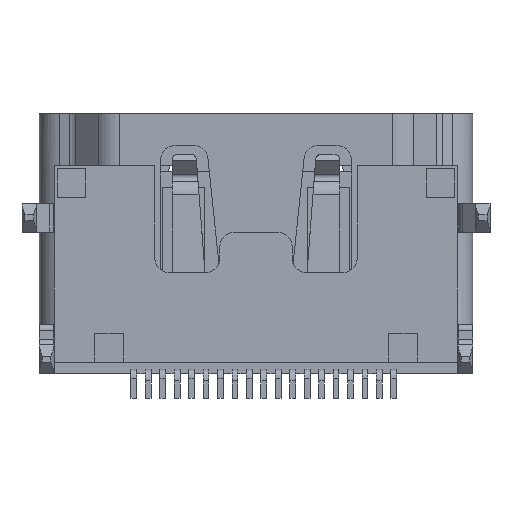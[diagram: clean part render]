
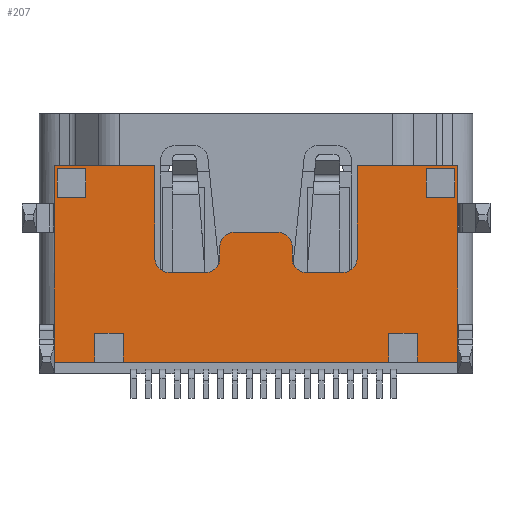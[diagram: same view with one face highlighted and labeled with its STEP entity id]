
A CAD part, front view. The second image highlights one B-rep face of the part: STEP entity #207.
In plain terms, the highlighted planar face has unit normal (0, -1, 0).
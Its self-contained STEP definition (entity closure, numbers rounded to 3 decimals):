
#207=ADVANCED_FACE('',(#990,#991,#992),#993,.T.);
#990=FACE_OUTER_BOUND('',#2221,.T.);
#991=FACE_BOUND('',#2222,.T.);
#992=FACE_BOUND('',#2223,.T.);
#993=PLANE('',#2224);
#2221=EDGE_LOOP('',(#4918,#4919,#4920,#4921,#4922,#4923,#4924,#4925,#4926,#4927,#4928,#4929,#4930,#4931,#4932,#4933,#4934,#4935,#4936,#4937,#4938,#4939,#4940,#4941,#4942,#4943));
#2222=EDGE_LOOP('',(#4944,#4945,#4946,#4947));
#2223=EDGE_LOOP('',(#4948,#4949,#4950,#4951));
#2224=AXIS2_PLACEMENT_3D('',#4952,#4953,#4954);
#4918=ORIENTED_EDGE('',*,*,#9345,.T.);
#4919=ORIENTED_EDGE('',*,*,#9346,.T.);
#4920=ORIENTED_EDGE('',*,*,#9347,.F.);
#4921=ORIENTED_EDGE('',*,*,#9348,.F.);
#4922=ORIENTED_EDGE('',*,*,#9341,.T.);
#4923=ORIENTED_EDGE('',*,*,#9335,.T.);
#4924=ORIENTED_EDGE('',*,*,#9349,.F.);
#4925=ORIENTED_EDGE('',*,*,#9350,.T.);
#4926=ORIENTED_EDGE('',*,*,#9351,.F.);
#4927=ORIENTED_EDGE('',*,*,#9352,.F.);
#4928=ORIENTED_EDGE('',*,*,#9353,.F.);
#4929=ORIENTED_EDGE('',*,*,#9354,.F.);
#4930=ORIENTED_EDGE('',*,*,#9355,.T.);
#4931=ORIENTED_EDGE('',*,*,#9356,.F.);
#4932=ORIENTED_EDGE('',*,*,#9357,.T.);
#4933=ORIENTED_EDGE('',*,*,#9358,.F.);
#4934=ORIENTED_EDGE('',*,*,#9359,.F.);
#4935=ORIENTED_EDGE('',*,*,#9360,.F.);
#4936=ORIENTED_EDGE('',*,*,#9361,.F.);
#4937=ORIENTED_EDGE('',*,*,#9362,.F.);
#4938=ORIENTED_EDGE('',*,*,#9363,.F.);
#4939=ORIENTED_EDGE('',*,*,#8667,.F.);
#4940=ORIENTED_EDGE('',*,*,#9340,.T.);
#4941=ORIENTED_EDGE('',*,*,#9364,.T.);
#4942=ORIENTED_EDGE('',*,*,#9365,.F.);
#4943=ORIENTED_EDGE('',*,*,#9366,.F.);
#4944=ORIENTED_EDGE('',*,*,#9367,.F.);
#4945=ORIENTED_EDGE('',*,*,#9368,.F.);
#4946=ORIENTED_EDGE('',*,*,#9369,.F.);
#4947=ORIENTED_EDGE('',*,*,#9370,.F.);
#4948=ORIENTED_EDGE('',*,*,#9371,.F.);
#4949=ORIENTED_EDGE('',*,*,#9372,.F.);
#4950=ORIENTED_EDGE('',*,*,#9373,.F.);
#4951=ORIENTED_EDGE('',*,*,#9374,.F.);
#4952=CARTESIAN_POINT('',(-6.988,-3.2,-9.0));
#4953=DIRECTION('',(0.0,-1.0,0.0));
#4954=DIRECTION('',(0.0,0.0,-1.0));
#8667=EDGE_CURVE('',#10598,#10600,#10601,.T.);
#9335=EDGE_CURVE('',#11780,#11778,#11781,.T.);
#9340=EDGE_CURVE('',#10598,#11788,#11790,.T.);
#9341=EDGE_CURVE('',#11791,#11780,#11792,.T.);
#9345=EDGE_CURVE('',#11783,#11797,#11799,.T.);
#9346=EDGE_CURVE('',#11797,#11800,#11801,.T.);
#9347=EDGE_CURVE('',#11802,#11800,#11803,.T.);
#9348=EDGE_CURVE('',#11791,#11802,#11804,.T.);
#9349=EDGE_CURVE('',#11805,#11778,#11806,.T.);
#9350=EDGE_CURVE('',#11805,#11807,#11808,.T.);
#9351=EDGE_CURVE('',#11809,#11807,#11810,.T.);
#9352=EDGE_CURVE('',#11811,#11809,#11812,.T.);
#9353=EDGE_CURVE('',#11813,#11811,#11814,.T.);
#9354=EDGE_CURVE('',#11815,#11813,#11816,.T.);
#9355=EDGE_CURVE('',#11815,#11817,#11818,.T.);
#9356=EDGE_CURVE('',#11819,#11817,#11820,.T.);
#9357=EDGE_CURVE('',#11819,#11821,#11822,.T.);
#9358=EDGE_CURVE('',#11823,#11821,#11824,.T.);
#9359=EDGE_CURVE('',#11825,#11823,#11826,.T.);
#9360=EDGE_CURVE('',#11827,#11825,#11828,.T.);
#9361=EDGE_CURVE('',#11829,#11827,#11830,.T.);
#9362=EDGE_CURVE('',#11831,#11829,#11832,.T.);
#9363=EDGE_CURVE('',#10600,#11831,#11833,.T.);
#9364=EDGE_CURVE('',#11788,#11834,#11835,.T.);
#9365=EDGE_CURVE('',#11836,#11834,#11837,.T.);
#9366=EDGE_CURVE('',#11783,#11836,#11838,.T.);
#9367=EDGE_CURVE('',#11839,#11840,#11841,.T.);
#9368=EDGE_CURVE('',#11842,#11839,#11843,.T.);
#9369=EDGE_CURVE('',#11844,#11842,#11845,.T.);
#9370=EDGE_CURVE('',#11840,#11844,#11846,.T.);
#9371=EDGE_CURVE('',#11847,#11848,#11849,.T.);
#9372=EDGE_CURVE('',#11850,#11847,#11851,.T.);
#9373=EDGE_CURVE('',#11852,#11850,#11853,.T.);
#9374=EDGE_CURVE('',#11848,#11852,#11854,.T.);
#10598=VERTEX_POINT('',#13769);
#10600=VERTEX_POINT('',#13772);
#10601=LINE('',#13773,#13774);
#11778=VERTEX_POINT('',#15735);
#11780=VERTEX_POINT('',#15738);
#11781=LINE('',#15739,#15740);
#11783=VERTEX_POINT('',#15743);
#11788=VERTEX_POINT('',#15750);
#11790=LINE('',#15753,#15754);
#11791=VERTEX_POINT('',#15755);
#11792=LINE('',#15756,#15757);
#11797=VERTEX_POINT('',#15764);
#11799=LINE('',#15767,#15768);
#11800=VERTEX_POINT('',#15769);
#11801=LINE('',#15770,#15771);
#11802=VERTEX_POINT('',#15772);
#11803=LINE('',#15773,#15774);
#11804=LINE('',#15775,#15776);
#11805=VERTEX_POINT('',#15777);
#11806=LINE('',#15778,#15779);
#11807=VERTEX_POINT('',#15780);
#11808=LINE('',#15781,#15782);
#11809=VERTEX_POINT('',#15783);
#11810=CIRCLE('',#15784,0.5);
#11811=VERTEX_POINT('',#15785);
#11812=LINE('',#15786,#15787);
#11813=VERTEX_POINT('',#15788);
#11814=CIRCLE('',#15789,0.5);
#11815=VERTEX_POINT('',#15790);
#11816=LINE('',#15791,#15792);
#11817=VERTEX_POINT('',#15793);
#11818=CIRCLE('',#15794,0.5);
#11819=VERTEX_POINT('',#15795);
#11820=LINE('',#15796,#15797);
#11821=VERTEX_POINT('',#15798);
#11822=CIRCLE('',#15799,0.5);
#11823=VERTEX_POINT('',#15800);
#11824=LINE('',#15801,#15802);
#11825=VERTEX_POINT('',#15803);
#11826=CIRCLE('',#15804,0.5);
#11827=VERTEX_POINT('',#15805);
#11828=LINE('',#15806,#15807);
#11829=VERTEX_POINT('',#15808);
#11830=CIRCLE('',#15809,0.5);
#11831=VERTEX_POINT('',#15810);
#11832=LINE('',#15811,#15812);
#11833=LINE('',#15813,#15814);
#11834=VERTEX_POINT('',#15815);
#11835=LINE('',#15816,#15817);
#11836=VERTEX_POINT('',#15818);
#11837=LINE('',#15819,#15820);
#11838=LINE('',#15821,#15822);
#11839=VERTEX_POINT('',#15823);
#11840=VERTEX_POINT('',#15824);
#11841=LINE('',#15825,#15826);
#11842=VERTEX_POINT('',#15827);
#11843=LINE('',#15828,#15829);
#11844=VERTEX_POINT('',#15830);
#11845=LINE('',#15831,#15832);
#11846=LINE('',#15833,#15834);
#11847=VERTEX_POINT('',#15835);
#11848=VERTEX_POINT('',#15836);
#11849=LINE('',#15837,#15838);
#11850=VERTEX_POINT('',#15839);
#11851=LINE('',#15840,#15841);
#11852=VERTEX_POINT('',#15842);
#11853=LINE('',#15843,#15844);
#11854=LINE('',#15845,#15846);
#13769=CARTESIAN_POINT('',(-6.988,-3.2,-8.6));
#13772=CARTESIAN_POINT('',(-6.988,-3.2,-1.8));
#13773=CARTESIAN_POINT('',(-6.988,-3.2,-8.6));
#13774=VECTOR('',#18161,6.8);
#15735=CARTESIAN_POINT('',(6.988,-3.2,-1.8));
#15738=CARTESIAN_POINT('',(6.988,-3.2,-8.6));
#15739=CARTESIAN_POINT('',(6.988,-3.2,-8.6));
#15740=VECTOR('',#18981,6.8);
#15743=CARTESIAN_POINT('',(-4.588,-3.2,-8.6));
#15750=CARTESIAN_POINT('',(-5.588,-3.2,-8.6));
#15753=CARTESIAN_POINT('',(-6.988,-3.2,-8.6));
#15754=VECTOR('',#18986,1.4);
#15755=CARTESIAN_POINT('',(5.588,-3.2,-8.6));
#15756=CARTESIAN_POINT('',(5.588,-3.2,-8.6));
#15757=VECTOR('',#18987,1.4);
#15764=CARTESIAN_POINT('',(4.588,-3.2,-8.6));
#15767=CARTESIAN_POINT('',(-4.588,-3.2,-8.6));
#15768=VECTOR('',#18991,9.175);
#15769=CARTESIAN_POINT('',(4.588,-3.2,-7.6));
#15770=CARTESIAN_POINT('',(4.588,-3.2,-8.6));
#15771=VECTOR('',#18992,1.0);
#15772=CARTESIAN_POINT('',(5.588,-3.2,-7.6));
#15773=CARTESIAN_POINT('',(5.588,-3.2,-7.6));
#15774=VECTOR('',#18993,1.0);
#15775=CARTESIAN_POINT('',(5.588,-3.2,-8.6));
#15776=VECTOR('',#18994,1.0);
#15777=CARTESIAN_POINT('',(3.5,-3.2,-1.8));
#15778=CARTESIAN_POINT('',(3.5,-3.2,-1.8));
#15779=VECTOR('',#18995,3.488);
#15780=CARTESIAN_POINT('',(3.5,-3.2,-5.0));
#15781=CARTESIAN_POINT('',(3.5,-3.2,-1.8));
#15782=VECTOR('',#18996,3.2);
#15783=CARTESIAN_POINT('',(3.0,-3.2,-5.5));
#15784=AXIS2_PLACEMENT_3D('',#18997,#18998,#18999);
#15785=CARTESIAN_POINT('',(1.75,-3.2,-5.5));
#15786=CARTESIAN_POINT('',(1.75,-3.2,-5.5));
#15787=VECTOR('',#19000,1.25);
#15788=CARTESIAN_POINT('',(1.25,-3.2,-5.0));
#15789=AXIS2_PLACEMENT_3D('',#19001,#19002,#19003);
#15790=CARTESIAN_POINT('',(1.25,-3.2,-4.6));
#15791=CARTESIAN_POINT('',(1.25,-3.2,-4.6));
#15792=VECTOR('',#19004,0.4);
#15793=CARTESIAN_POINT('',(0.75,-3.2,-4.1));
#15794=AXIS2_PLACEMENT_3D('',#19005,#19006,#19007);
#15795=CARTESIAN_POINT('',(-0.75,-3.2,-4.1));
#15796=CARTESIAN_POINT('',(-0.75,-3.2,-4.1));
#15797=VECTOR('',#19008,1.5);
#15798=CARTESIAN_POINT('',(-1.25,-3.2,-4.6));
#15799=AXIS2_PLACEMENT_3D('',#19009,#19010,#19011);
#15800=CARTESIAN_POINT('',(-1.25,-3.2,-5.0));
#15801=CARTESIAN_POINT('',(-1.25,-3.2,-5.0));
#15802=VECTOR('',#19012,0.4);
#15803=CARTESIAN_POINT('',(-1.75,-3.2,-5.5));
#15804=AXIS2_PLACEMENT_3D('',#19013,#19014,#19015);
#15805=CARTESIAN_POINT('',(-3.0,-3.2,-5.5));
#15806=CARTESIAN_POINT('',(-3.0,-3.2,-5.5));
#15807=VECTOR('',#19016,1.25);
#15808=CARTESIAN_POINT('',(-3.5,-3.2,-5.0));
#15809=AXIS2_PLACEMENT_3D('',#19017,#19018,#19019);
#15810=CARTESIAN_POINT('',(-3.5,-3.2,-1.8));
#15811=CARTESIAN_POINT('',(-3.5,-3.2,-1.8));
#15812=VECTOR('',#19020,3.2);
#15813=CARTESIAN_POINT('',(-6.988,-3.2,-1.8));
#15814=VECTOR('',#19021,3.488);
#15815=CARTESIAN_POINT('',(-5.588,-3.2,-7.6));
#15816=CARTESIAN_POINT('',(-5.588,-3.2,-8.6));
#15817=VECTOR('',#19022,1.0);
#15818=CARTESIAN_POINT('',(-4.588,-3.2,-7.6));
#15819=CARTESIAN_POINT('',(-4.588,-3.2,-7.6));
#15820=VECTOR('',#19023,1.0);
#15821=CARTESIAN_POINT('',(-4.588,-3.2,-8.6));
#15822=VECTOR('',#19024,1.0);
#15823=CARTESIAN_POINT('',(6.888,-3.2,-1.9));
#15824=CARTESIAN_POINT('',(5.888,-3.2,-1.9));
#15825=CARTESIAN_POINT('',(6.888,-3.2,-1.9));
#15826=VECTOR('',#19025,1.0);
#15827=CARTESIAN_POINT('',(6.888,-3.2,-2.9));
#15828=CARTESIAN_POINT('',(6.888,-3.2,-2.9));
#15829=VECTOR('',#19026,1.0);
#15830=CARTESIAN_POINT('',(5.888,-3.2,-2.9));
#15831=CARTESIAN_POINT('',(5.888,-3.2,-2.9));
#15832=VECTOR('',#19027,1.0);
#15833=CARTESIAN_POINT('',(5.888,-3.2,-1.9));
#15834=VECTOR('',#19028,1.0);
#15835=CARTESIAN_POINT('',(-5.888,-3.2,-2.9));
#15836=CARTESIAN_POINT('',(-5.888,-3.2,-1.9));
#15837=CARTESIAN_POINT('',(-5.888,-3.2,-2.9));
#15838=VECTOR('',#19029,1.0);
#15839=CARTESIAN_POINT('',(-6.888,-3.2,-2.9));
#15840=CARTESIAN_POINT('',(-6.888,-3.2,-2.9));
#15841=VECTOR('',#19030,1.0);
#15842=CARTESIAN_POINT('',(-6.888,-3.2,-1.9));
#15843=CARTESIAN_POINT('',(-6.888,-3.2,-1.9));
#15844=VECTOR('',#19031,1.0);
#15845=CARTESIAN_POINT('',(-5.888,-3.2,-1.9));
#15846=VECTOR('',#19032,1.0);
#18161=DIRECTION('',(0.0,0.0,1.0));
#18981=DIRECTION('',(0.0,0.0,1.0));
#18986=DIRECTION('',(1.0,0.0,0.0));
#18987=DIRECTION('',(1.0,0.0,0.0));
#18991=DIRECTION('',(1.0,0.0,0.0));
#18992=DIRECTION('',(0.0,0.0,1.0));
#18993=DIRECTION('',(-1.0,0.0,0.0));
#18994=DIRECTION('',(0.0,0.0,1.0));
#18995=DIRECTION('',(1.0,0.0,0.0));
#18996=DIRECTION('',(0.0,0.0,-1.0));
#18997=CARTESIAN_POINT('',(3.0,-3.2,-5.0));
#18998=DIRECTION('',(0.0,-1.0,0.0));
#18999=DIRECTION('',(0.0,0.0,-1.0));
#19000=DIRECTION('',(1.0,0.0,0.0));
#19001=CARTESIAN_POINT('',(1.75,-3.2,-5.0));
#19002=DIRECTION('',(0.0,-1.0,0.0));
#19003=DIRECTION('',(-1.0,0.0,0.0));
#19004=DIRECTION('',(0.0,0.0,-1.0));
#19005=CARTESIAN_POINT('',(0.75,-3.2,-4.6));
#19006=DIRECTION('',(0.0,-1.0,0.0));
#19007=DIRECTION('',(1.0,0.0,0.0));
#19008=DIRECTION('',(1.0,0.0,0.0));
#19009=CARTESIAN_POINT('',(-0.75,-3.2,-4.6));
#19010=DIRECTION('',(0.0,-1.0,0.0));
#19011=DIRECTION('',(0.,0.0,1.0));
#19012=DIRECTION('',(0.0,0.0,1.0));
#19013=CARTESIAN_POINT('',(-1.75,-3.2,-5.0));
#19014=DIRECTION('',(0.0,-1.0,0.0));
#19015=DIRECTION('',(0.0,0.0,-1.0));
#19016=DIRECTION('',(1.0,0.0,0.0));
#19017=CARTESIAN_POINT('',(-3.0,-3.2,-5.0));
#19018=DIRECTION('',(0.0,-1.0,0.0));
#19019=DIRECTION('',(-1.0,0.0,0.0));
#19020=DIRECTION('',(0.0,0.0,-1.0));
#19021=DIRECTION('',(1.0,0.0,0.0));
#19022=DIRECTION('',(0.0,0.0,1.0));
#19023=DIRECTION('',(-1.0,0.0,0.0));
#19024=DIRECTION('',(0.0,0.0,1.0));
#19025=DIRECTION('',(-1.0,0.0,0.0));
#19026=DIRECTION('',(0.0,0.0,1.0));
#19027=DIRECTION('',(1.0,0.0,0.0));
#19028=DIRECTION('',(0.0,0.0,-1.0));
#19029=DIRECTION('',(0.0,0.0,1.0));
#19030=DIRECTION('',(1.0,0.0,0.0));
#19031=DIRECTION('',(0.0,0.0,-1.0));
#19032=DIRECTION('',(-1.0,0.0,0.0));
